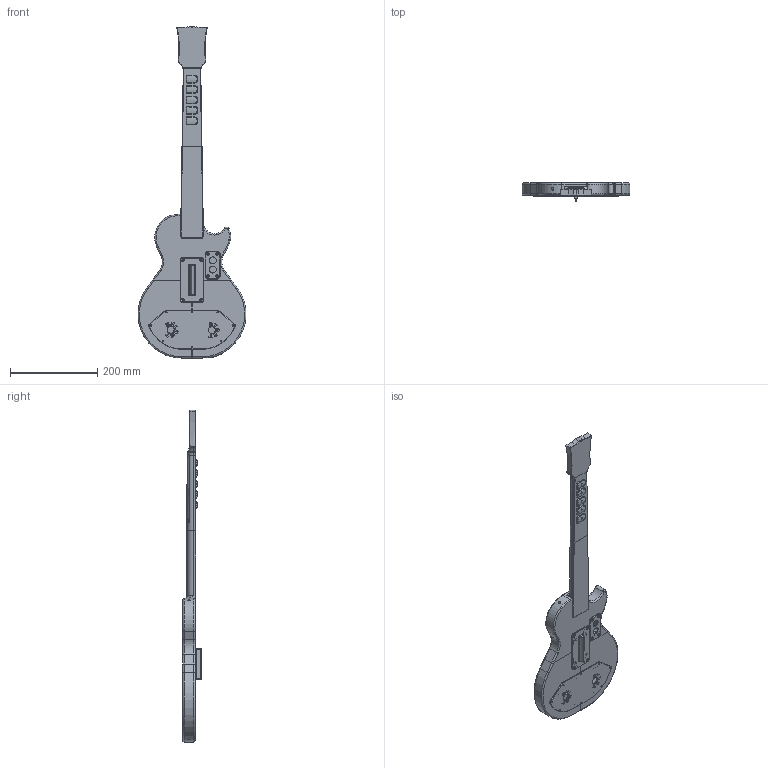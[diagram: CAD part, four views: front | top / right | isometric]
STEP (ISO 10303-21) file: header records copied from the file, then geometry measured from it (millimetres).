
FILE_DESCRIPTION(/* description */ ('STEP AP214'),/* implementation_level */ '2;1');
FILE_NAME(/* name */ 'Full-Guitar-Final Assembly.step',/* time_stamp */ '2025-05-19T07:41:19-04:00',/* author */ (''),/* organization */ (''),/* preprocessor_version */ 'ST-DEVELOPER v20.1',/* originating_system */ 'Autodesk Translation Framework v14.4.0.0',/* authorisation */ '');
FILE_SCHEMA (('AUTOMOTIVE_DESIGN { 1 0 10303 214 3 1 1 }'));
Length unit declared in the file: millimetre
Products named in the file (13): DIYCloneHeroController - Full Assembly; Fret Button Assy; Fret Button Full Height; Les Paul Body Printed; Strum Bar Assembly; Strum Bar; Strum Bar Mount Printed; DIYCloneHeroController - Full Assembly_1; Button and Whammy Mount Plate; Component60; DIYCloneHeroController - Full Assembly_2; Les Paul Printed Kneck; Kneck PCB Cover
Assembly tree (16 placements, depth 3):
  DIYCloneHeroController - Full Assembly
    Fret Button Assy  x5
      Fret Button Full Height
    Les Paul Body Printed
    Strum Bar Assembly
      Strum Bar
      Strum Bar Mount Printed
    DIYCloneHeroController - Full Assembly_1
      Button and Whammy Mount Plate
    Component60
    DIYCloneHeroController - Full Assembly_2
      Les Paul Printed Kneck
      Kneck PCB Cover
Bounding box: 248.18 x 42 x 763 mm (x, y, z)
Volume: 1639960.8 mm3; surface area: 339615.1 mm2
Topology: 16 solids, 16 shells, 1313 faces, 3285 edges, 2078 vertices
Faces by surface type: plane 632, cylinder 405, bspline 119, cone 113, torus 44
Full cylindrical faces by diameter (mm): 2.5 x4, 3 x24, 3.5 x17, 3.694 x2, 4 x5, 5 x21, 5.5 x4, 6 x3, 6.5 x4, 7 x4, 8 x5, 12.5 x1, 16 x4
Entity records: 31341 total; most frequent: CARTESIAN_POINT 8192, ORIENTED_EDGE 4752, DIRECTION 4616, EDGE_CURVE 2376, AXIS2_PLACEMENT_3D 1603, VERTEX_POINT 1534, LINE 1410, VECTOR 1410
